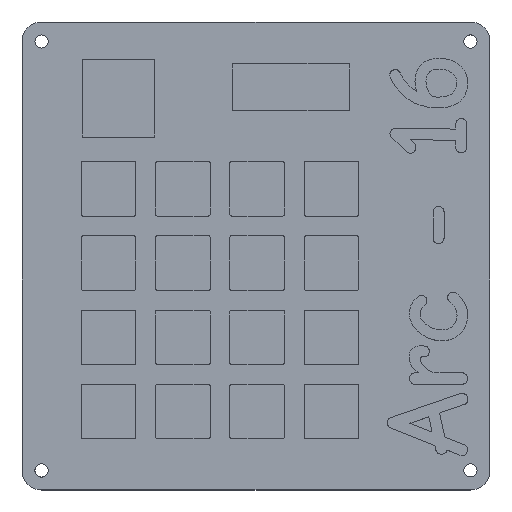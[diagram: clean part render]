
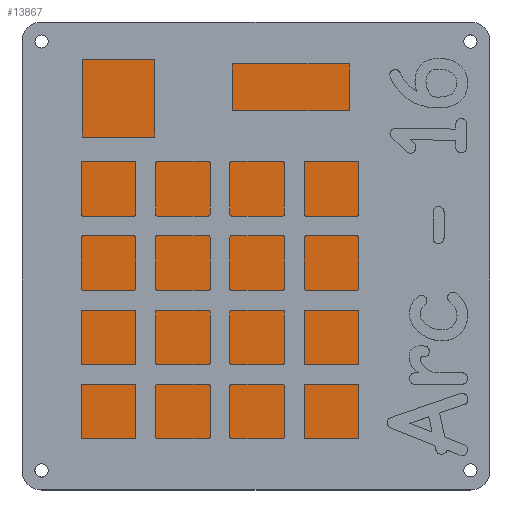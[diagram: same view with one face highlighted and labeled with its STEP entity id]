
A CAD part, top view. The second image highlights one B-rep face of the part: STEP entity #13867.
In plain terms, the highlighted planar face has unit normal (0, 0, 1).
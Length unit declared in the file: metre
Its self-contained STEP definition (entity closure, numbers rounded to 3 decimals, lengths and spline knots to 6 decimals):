
#2241=ORIENTED_EDGE('',*,*,#6507,.F.);
#2242=ORIENTED_EDGE('',*,*,#6499,.T.);
#2243=ORIENTED_EDGE('',*,*,#6529,.T.);
#2244=ORIENTED_EDGE('',*,*,#6510,.F.);
#6499=EDGE_CURVE('',#8669,#8668,#9839,.T.);
#6507=EDGE_CURVE('',#8669,#8676,#9843,.T.);
#6510=EDGE_CURVE('',#8676,#8678,#9846,.T.);
#6529=EDGE_CURVE('',#8668,#8678,#9865,.T.);
#8668=VERTEX_POINT('',#21080);
#8669=VERTEX_POINT('',#21082);
#8676=VERTEX_POINT('',#21102);
#8678=VERTEX_POINT('',#21108);
#9839=LINE('',#21081,#10912);
#9843=LINE('',#21101,#10916);
#9846=LINE('',#21107,#10919);
#9865=LINE('',#21145,#10938);
#10912=VECTOR('',#17142,1.);
#10916=VECTOR('',#17164,1.);
#10919=VECTOR('',#17169,1.);
#10938=VECTOR('',#17198,1.);
#11971=EDGE_LOOP('',(#2241,#2242,#2243,#2244));
#12828=FACE_BOUND('',#11971,.T.);
#13645=PLANE('',#15751);
#13867=ADVANCED_FACE('',(#12828),#13645,.T.);
#15751=AXIS2_PLACEMENT_3D('',#21178,#17244,#17245);
#17142=DIRECTION('',(-1.,0.,0.));
#17164=DIRECTION('',(0.,-1.,0.));
#17169=DIRECTION('',(-1.,0.,0.));
#17198=DIRECTION('',(0.,-1.,0.));
#17244=DIRECTION('',(0.,0.,1.));
#17245=DIRECTION('',(1.,0.,0.));
#21080=CARTESIAN_POINT('',(-0.0505,0.0505,0.003));
#21081=CARTESIAN_POINT('',(0.,0.0505,0.003));
#21082=CARTESIAN_POINT('',(0.0505,0.0505,0.003));
#21101=CARTESIAN_POINT('',(0.0505,0.,0.003));
#21102=CARTESIAN_POINT('',(0.0505,-0.0505,0.003));
#21107=CARTESIAN_POINT('',(0.,-0.0505,0.003));
#21108=CARTESIAN_POINT('',(-0.0505,-0.0505,0.003));
#21145=CARTESIAN_POINT('',(-0.0505,0.,0.003));
#21178=CARTESIAN_POINT('',(0.,0.,0.003));
